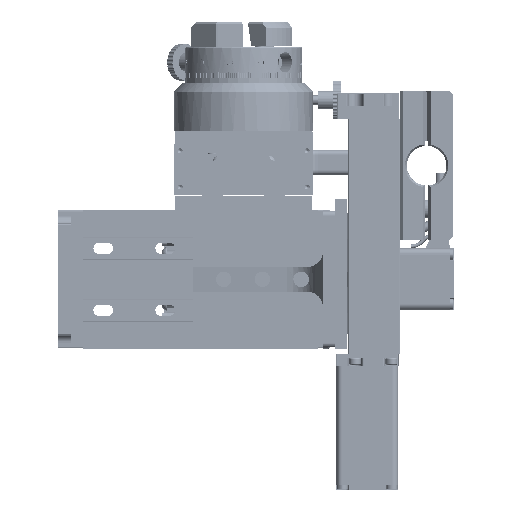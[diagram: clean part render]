
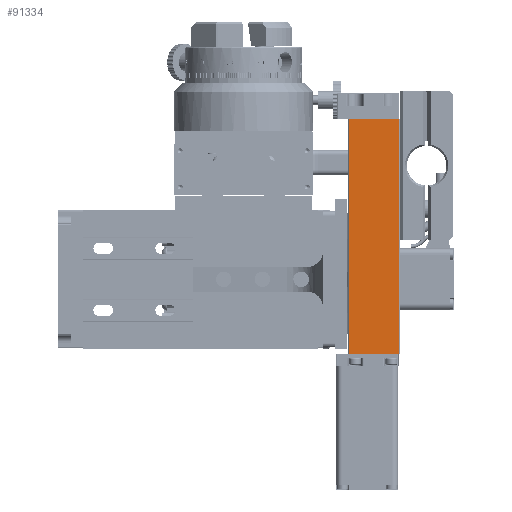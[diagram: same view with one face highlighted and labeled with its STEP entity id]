
A CAD part, front view. The second image highlights one B-rep face of the part: STEP entity #91334.
In plain terms, the highlighted planar face has unit normal (0, -1, 0).
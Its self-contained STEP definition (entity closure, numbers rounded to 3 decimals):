
#346 = VECTOR ( 'NONE', #45067, 1000. ) ;
#3416 = ORIENTED_EDGE ( 'NONE', *, *, #95950, .F. ) ;
#11186 = CARTESIAN_POINT ( 'NONE',  ( 33.933, -36.123, 16.4 ) ) ;
#17839 = EDGE_CURVE ( 'NONE', #383218, #291554, #265237, .T. ) ;
#32671 = VERTEX_POINT ( 'NONE', #298036 ) ;
#45067 = DIRECTION ( 'NONE',  ( -1., 0., 0. ) ) ;
#67201 = EDGE_LOOP ( 'NONE', ( #385461, #251393, #3416, #150046 ) ) ;
#67499 = CARTESIAN_POINT ( 'NONE',  ( 50.133, -36.123, 16.4 ) ) ;
#80291 = CARTESIAN_POINT ( 'NONE',  ( 42.183, -36.123, -59.4 ) ) ;
#83705 = DIRECTION ( 'NONE',  ( -1., 0., 0. ) ) ;
#91334 = ADVANCED_FACE ( 'NONE', ( #136843 ), #385138, .F. ) ;
#94837 = LINE ( 'NONE', #187841, #118935 ) ;
#95950 = EDGE_CURVE ( 'NONE', #32671, #324374, #360238, .T. ) ;
#106564 = DIRECTION ( 'NONE',  ( 0., 0., -1. ) ) ;
#118935 = VECTOR ( 'NONE', #339146, 1000. ) ;
#128139 = LINE ( 'NONE', #67499, #296416 ) ;
#136843 = FACE_OUTER_BOUND ( 'NONE', #67201, .T. ) ;
#150046 = ORIENTED_EDGE ( 'NONE', *, *, #304591, .T. ) ;
#152404 = CARTESIAN_POINT ( 'NONE',  ( 33.933, -36.123, -59.4 ) ) ;
#183522 = EDGE_CURVE ( 'NONE', #291554, #324374, #94837, .T. ) ;
#187841 = CARTESIAN_POINT ( 'NONE',  ( 33.933, -36.123, -59.4 ) ) ;
#190852 = DIRECTION ( 'NONE',  ( 0., 0., 1. ) ) ;
#251393 = ORIENTED_EDGE ( 'NONE', *, *, #183522, .T. ) ;
#265237 = LINE ( 'NONE', #357944, #346 ) ;
#291554 = VERTEX_POINT ( 'NONE', #11186 ) ;
#293828 = CARTESIAN_POINT ( 'NONE',  ( 42.183, -36.123, -59.4 ) ) ;
#294347 = DIRECTION ( 'NONE',  ( 0., 1., 0. ) ) ;
#296416 = VECTOR ( 'NONE', #190852, 1000. ) ;
#298036 = CARTESIAN_POINT ( 'NONE',  ( 50.133, -36.123, -59.4 ) ) ;
#304591 = EDGE_CURVE ( 'NONE', #32671, #383218, #128139, .T. ) ;
#324374 = VERTEX_POINT ( 'NONE', #152404 ) ;
#325296 = CARTESIAN_POINT ( 'NONE',  ( 50.133, -36.123, 16.4 ) ) ;
#339146 = DIRECTION ( 'NONE',  ( 0., 0., -1. ) ) ;
#341676 = AXIS2_PLACEMENT_3D ( 'NONE', #80291, #294347, #106564 ) ;
#357944 = CARTESIAN_POINT ( 'NONE',  ( 42.183, -36.123, 16.4 ) ) ;
#360238 = LINE ( 'NONE', #293828, #398739 ) ;
#383218 = VERTEX_POINT ( 'NONE', #325296 ) ;
#385138 = PLANE ( 'NONE',  #341676 ) ;
#385461 = ORIENTED_EDGE ( 'NONE', *, *, #17839, .T. ) ;
#398739 = VECTOR ( 'NONE', #83705, 1000. ) ;
